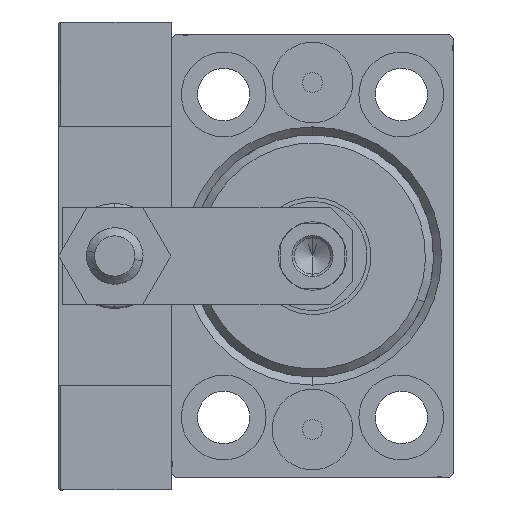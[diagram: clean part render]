
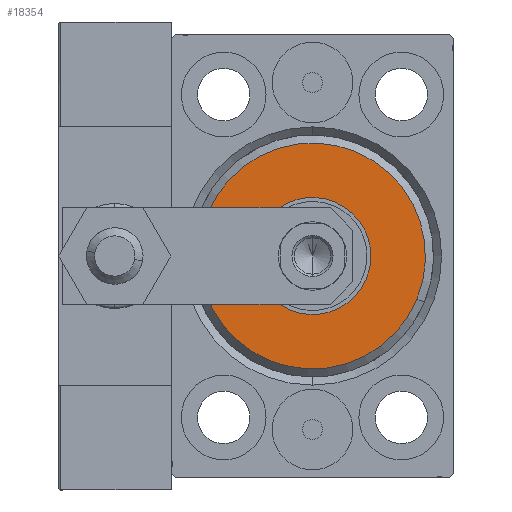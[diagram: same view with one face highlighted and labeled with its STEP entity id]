
A CAD part, left-side view. The second image highlights one B-rep face of the part: STEP entity #18354.
In plain terms, the highlighted face is planar.
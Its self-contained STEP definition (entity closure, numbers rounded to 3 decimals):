
#311 = FACE_OUTER_BOUND ( 'NONE', #27082, .T. ) ;
#1350 = CIRCLE ( 'NONE', #34592, 14. ) ;
#3563 = DIRECTION ( 'NONE',  ( 0., 0., -1. ) ) ;
#3918 = CARTESIAN_POINT ( 'NONE',  ( 3., 0., 7.25 ) ) ;
#5761 = DIRECTION ( 'NONE',  ( 1., 0., 0. ) ) ;
#7379 = DIRECTION ( 'NONE',  ( 1., 0., 0. ) ) ;
#8421 = FACE_BOUND ( 'NONE', #31462, .T. ) ;
#10495 = VERTEX_POINT ( 'NONE', #3918 ) ;
#10504 = ORIENTED_EDGE ( 'NONE', *, *, #42234, .T. ) ;
#11577 = EDGE_CURVE ( 'NONE', #36338, #40689, #1350, .T. ) ;
#12218 = PLANE ( 'NONE',  #34019 ) ;
#12695 = CARTESIAN_POINT ( 'NONE',  ( 3., 0., 14. ) ) ;
#12706 = EDGE_CURVE ( 'NONE', #10495, #24960, #26516, .T. ) ;
#13507 = AXIS2_PLACEMENT_3D ( 'NONE', #20727, #5761, #36714 ) ;
#16567 = CARTESIAN_POINT ( 'NONE',  ( 3., 0., -14. ) ) ;
#16875 = DIRECTION ( 'NONE',  ( 1., 0., 0. ) ) ;
#16907 = CIRCLE ( 'NONE', #33976, 7.25 ) ;
#17016 = EDGE_CURVE ( 'NONE', #24960, #10495, #16907, .T. ) ;
#18354 = ADVANCED_FACE ( 'NONE', ( #311, #8421 ), #12218, .T. ) ;
#19600 = DIRECTION ( 'NONE',  ( 0., 0., -1. ) ) ;
#20523 = CARTESIAN_POINT ( 'NONE',  ( 3., 0., 0. ) ) ;
#20727 = CARTESIAN_POINT ( 'NONE',  ( 3., 0., 0. ) ) ;
#24960 = VERTEX_POINT ( 'NONE', #26196 ) ;
#25735 = ORIENTED_EDGE ( 'NONE', *, *, #12706, .F. ) ;
#26196 = CARTESIAN_POINT ( 'NONE',  ( 3., 0., -7.25 ) ) ;
#26516 = CIRCLE ( 'NONE', #13507, 7.25 ) ;
#26972 = ORIENTED_EDGE ( 'NONE', *, *, #11577, .T. ) ;
#27082 = EDGE_LOOP ( 'NONE', ( #26972, #10504 ) ) ;
#28241 = ORIENTED_EDGE ( 'NONE', *, *, #17016, .F. ) ;
#31462 = EDGE_LOOP ( 'NONE', ( #28241, #25735 ) ) ;
#33976 = AXIS2_PLACEMENT_3D ( 'NONE', #42857, #16875, #48091 ) ;
#34019 = AXIS2_PLACEMENT_3D ( 'NONE', #49781, #34339, #19600 ) ;
#34339 = DIRECTION ( 'NONE',  ( 1., 0., 0. ) ) ;
#34592 = AXIS2_PLACEMENT_3D ( 'NONE', #39077, #7379, #3563 ) ;
#36338 = VERTEX_POINT ( 'NONE', #12695 ) ;
#36567 = AXIS2_PLACEMENT_3D ( 'NONE', #20523, #47911, #44367 ) ;
#36714 = DIRECTION ( 'NONE',  ( 0., 0., -1. ) ) ;
#39077 = CARTESIAN_POINT ( 'NONE',  ( 3., 0., 0. ) ) ;
#40689 = VERTEX_POINT ( 'NONE', #16567 ) ;
#42234 = EDGE_CURVE ( 'NONE', #40689, #36338, #45488, .T. ) ;
#42857 = CARTESIAN_POINT ( 'NONE',  ( 3., 0., 0. ) ) ;
#44367 = DIRECTION ( 'NONE',  ( 0., 0., -1. ) ) ;
#45488 = CIRCLE ( 'NONE', #36567, 14. ) ;
#47911 = DIRECTION ( 'NONE',  ( 1., 0., 0. ) ) ;
#48091 = DIRECTION ( 'NONE',  ( 0., 0., -1. ) ) ;
#49781 = CARTESIAN_POINT ( 'NONE',  ( 3., 0., 0. ) ) ;
